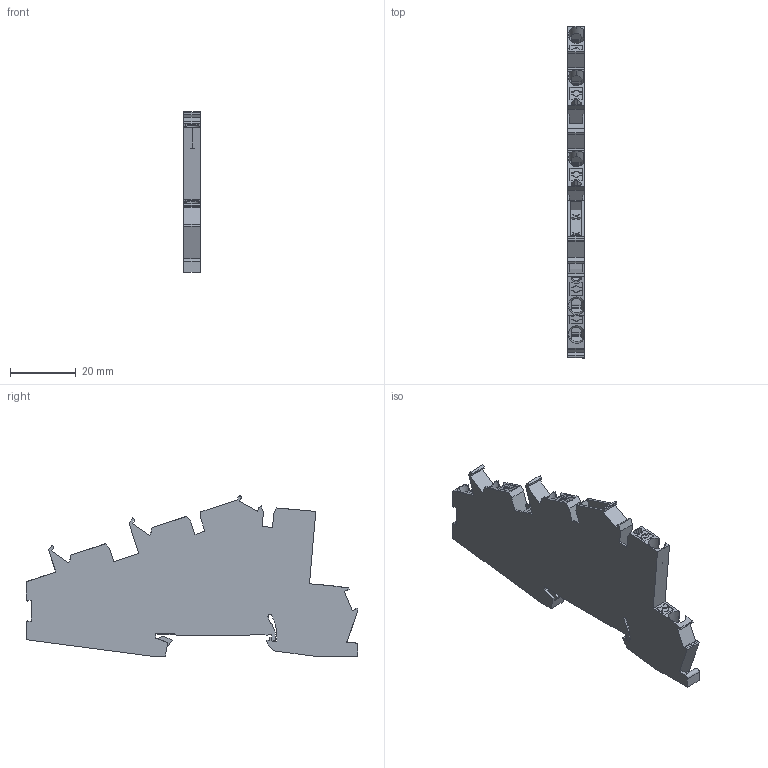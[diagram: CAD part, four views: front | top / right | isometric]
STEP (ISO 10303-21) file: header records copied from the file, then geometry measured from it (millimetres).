
FILE_DESCRIPTION(('STEP AP214'),'1');
FILE_NAME('cctmp_3EC5612D-5084-4459-9AC9-311C3161DE28_2023_07_24_09_05_41_0167..stp','2023-07-24T07:05:41',('SIEMENS A&D'),('CADClick - www.CADClick.com'),'Spatial InterOp 3D postprocessed',' ','unknown authorization');
FILE_SCHEMA(('AUTOMOTIVE_DESIGN'));
Length unit declared in the file: millimetre
Products named in the file (1): 2023_07_24_09_05_41_0158
Bounding box: 5.15 x 100.9 x 48.7 mm (x, y, z)
Volume: 14402.2 mm3; surface area: 10558.1 mm2
Topology: 1 solids, 1 shells, 425 faces, 1215 edges, 804 vertices
Faces by surface type: plane 319, cylinder 76, extrusion 15, torus 10, cone 5
Entity records: 17368 total; most frequent: CARTESIAN_POINT 4947, ORIENTED_EDGE 2430, DIRECTION 2135, EDGE_CURVE 1215, VECTOR 985, LINE 970, VERTEX_POINT 804, AXIS2_PLACEMENT_3D 575
